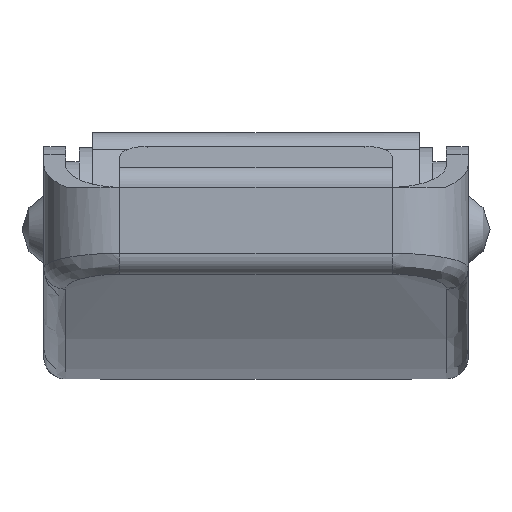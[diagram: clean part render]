
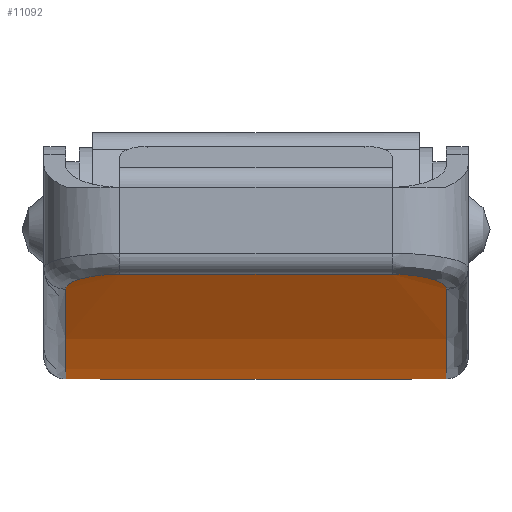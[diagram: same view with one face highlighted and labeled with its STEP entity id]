
A CAD part, top view. The second image highlights one B-rep face of the part: STEP entity #11092.
In plain terms, the highlighted free-form (B-spline) face has degree [1, 2] with [2, 3] control points.
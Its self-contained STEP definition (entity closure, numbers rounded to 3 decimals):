
#9508=CARTESIAN_POINT('',(7.,-5.747,34.702));
#9509=VERTEX_POINT('',#9508);
#9557=CARTESIAN_POINT('',(5.,-5.2,36.718));
#9558=VERTEX_POINT('',#9557);
#9572=CARTESIAN_POINT('',(7.,-5.747,34.702));
#9573=CARTESIAN_POINT('',(7.,-5.713,34.832));
#9574=CARTESIAN_POINT('',(6.988,-5.679,34.961));
#9575=CARTESIAN_POINT('',(6.95,-5.628,35.152));
#9576=CARTESIAN_POINT('',(6.935,-5.612,35.216));
#9577=CARTESIAN_POINT('',(6.898,-5.578,35.341));
#9578=CARTESIAN_POINT('',(6.877,-5.562,35.402));
#9579=CARTESIAN_POINT('',(6.804,-5.514,35.581));
#9580=CARTESIAN_POINT('',(6.744,-5.482,35.697));
#9581=CARTESIAN_POINT('',(6.637,-5.437,35.862));
#9582=CARTESIAN_POINT('',(6.599,-5.423,35.915));
#9583=CARTESIAN_POINT('',(6.517,-5.395,36.017));
#9584=CARTESIAN_POINT('',(6.431,-5.368,36.115));
#9585=CARTESIAN_POINT('',(6.335,-5.343,36.204));
#9586=CARTESIAN_POINT('',(6.234,-5.32,36.289));
#9587=CARTESIAN_POINT('',(6.181,-5.308,36.33));
#9588=CARTESIAN_POINT('',(6.017,-5.277,36.442));
#9589=CARTESIAN_POINT('',(5.902,-5.259,36.506));
#9590=CARTESIAN_POINT('',(5.749,-5.241,36.571));
#9591=CARTESIAN_POINT('',(5.718,-5.237,36.583));
#9592=CARTESIAN_POINT('',(5.655,-5.231,36.607));
#9593=CARTESIAN_POINT('',(5.623,-5.228,36.617));
#9594=CARTESIAN_POINT('',(5.527,-5.219,36.647));
#9595=CARTESIAN_POINT('',(5.463,-5.215,36.664));
#9596=CARTESIAN_POINT('',(5.268,-5.203,36.704));
#9597=CARTESIAN_POINT('',(5.135,-5.2,36.718));
#9598=CARTESIAN_POINT('',(5.,-5.2,36.718));
#9599=B_SPLINE_CURVE_WITH_KNOTS('',3,(#9572,#9573,#9574,#9575,#9576,#9577,#9578,#9579,#9580,#9581,#9582,#9583,#9584,#9585,#9586,#9587,#9588,#9589,#9590,#9591,#9592,#9593,#9594,#9595,#9596,#9597,#9598),.UNSPECIFIED.,.F.,.U.,(4,2,2,2,2,2,1,2,2,2,2,2,2,4),(0.0,0.125,0.188,0.25,0.375,0.438,0.5,0.563,0.625,0.75,0.781,0.813,0.875,1.0),.UNSPECIFIED.);
#9600=EDGE_CURVE('',#9509,#9558,#9599,.T.);
#9621=CARTESIAN_POINT('',(-5.,-5.2,36.718));
#9622=VERTEX_POINT('',#9621);
#9636=CARTESIAN_POINT('',(5.,-5.2,36.718));
#9637=CARTESIAN_POINT('',(-5.,-5.2,36.718));
#9638=QUASI_UNIFORM_CURVE('',1,(#9636,#9637),.UNSPECIFIED.,.F.,.U.);
#9639=EDGE_CURVE('',#9558,#9622,#9638,.T.);
#9669=CARTESIAN_POINT('',(7.,-9.,9.3));
#9670=VERTEX_POINT('',#9669);
#9698=CARTESIAN_POINT('',(7.,-9.,9.3));
#9699=CARTESIAN_POINT('',(7.,-9.,22.209));
#9700=CARTESIAN_POINT('',(7.,-5.747,34.702));
#9708=(BOUNDED_CURVE()B_SPLINE_CURVE(2,(#9698,#9699,#9700),.UNSPECIFIED.,.F.,.U.)CURVE()GEOMETRIC_REPRESENTATION_ITEM()QUASI_UNIFORM_CURVE()RATIONAL_B_SPLINE_CURVE((1.0,0.992,1.0))REPRESENTATION_ITEM(''));
#9709=EDGE_CURVE('',#9670,#9509,#9708,.T.);
#9772=CARTESIAN_POINT('',(-7.,-5.747,34.702));
#9773=VERTEX_POINT('',#9772);
#9787=CARTESIAN_POINT('',(-5.,-5.2,36.718));
#9788=CARTESIAN_POINT('',(-5.068,-5.2,36.718));
#9789=CARTESIAN_POINT('',(-5.135,-5.201,36.714));
#9790=CARTESIAN_POINT('',(-5.269,-5.204,36.7));
#9791=CARTESIAN_POINT('',(-5.335,-5.207,36.69));
#9792=CARTESIAN_POINT('',(-5.533,-5.219,36.649));
#9793=CARTESIAN_POINT('',(-5.659,-5.23,36.61));
#9794=CARTESIAN_POINT('',(-5.842,-5.252,36.531));
#9795=CARTESIAN_POINT('',(-5.902,-5.26,36.502));
#9796=CARTESIAN_POINT('',(-5.989,-5.274,36.454));
#9797=CARTESIAN_POINT('',(-6.018,-5.278,36.437));
#9798=CARTESIAN_POINT('',(-6.075,-5.288,36.402));
#9799=CARTESIAN_POINT('',(-6.102,-5.293,36.384));
#9800=CARTESIAN_POINT('',(-6.238,-5.319,36.29));
#9801=CARTESIAN_POINT('',(-6.338,-5.343,36.206));
#9802=CARTESIAN_POINT('',(-6.452,-5.375,36.088));
#9803=CARTESIAN_POINT('',(-6.474,-5.382,36.064));
#9804=CARTESIAN_POINT('',(-6.518,-5.396,36.015));
#9805=CARTESIAN_POINT('',(-6.539,-5.402,35.989));
#9806=CARTESIAN_POINT('',(-6.601,-5.424,35.912));
#9807=CARTESIAN_POINT('',(-6.639,-5.438,35.859));
#9808=CARTESIAN_POINT('',(-6.745,-5.483,35.696));
#9809=CARTESIAN_POINT('',(-6.804,-5.514,35.581));
#9810=CARTESIAN_POINT('',(-6.877,-5.562,35.4));
#9811=CARTESIAN_POINT('',(-6.899,-5.579,35.338));
#9812=CARTESIAN_POINT('',(-6.936,-5.612,35.213));
#9813=CARTESIAN_POINT('',(-6.951,-5.629,35.15));
#9814=CARTESIAN_POINT('',(-6.988,-5.679,34.961));
#9815=CARTESIAN_POINT('',(-7.,-5.713,34.832));
#9816=CARTESIAN_POINT('',(-7.,-5.747,34.702));
#9817=B_SPLINE_CURVE_WITH_KNOTS('',3,(#9787,#9788,#9789,#9790,#9791,#9792,#9793,#9794,#9795,#9796,#9797,#9798,#9799,#9800,#9801,#9802,#9803,#9804,#9805,#9806,#9807,#9808,#9809,#9810,#9811,#9812,#9813,#9814,#9815,#9816),.UNSPECIFIED.,.F.,.U.,(4,2,2,2,2,2,2,2,2,2,2,2,2,2,4),(0.0,0.063,0.125,0.25,0.313,0.344,0.375,0.5,0.531,0.563,0.625,0.75,0.813,0.875,1.0),.UNSPECIFIED.);
#9818=EDGE_CURVE('',#9622,#9773,#9817,.T.);
#9876=CARTESIAN_POINT('',(-7.,-9.,9.3));
#9877=VERTEX_POINT('',#9876);
#9893=CARTESIAN_POINT('',(-7.,-5.747,34.702));
#9894=CARTESIAN_POINT('',(-7.,-9.,22.209));
#9895=CARTESIAN_POINT('',(-7.,-9.,9.3));
#9903=(BOUNDED_CURVE()B_SPLINE_CURVE(2,(#9893,#9894,#9895),.UNSPECIFIED.,.F.,.U.)CURVE()GEOMETRIC_REPRESENTATION_ITEM()QUASI_UNIFORM_CURVE()RATIONAL_B_SPLINE_CURVE((1.0,0.992,1.0))REPRESENTATION_ITEM(''));
#9904=EDGE_CURVE('',#9773,#9877,#9903,.T.);
#11066=CARTESIAN_POINT('',(7.35,-4.815,38.042));
#11067=CARTESIAN_POINT('',(-7.359,-4.815,38.042));
#11068=CARTESIAN_POINT('',(7.35,-9.202,23.298));
#11069=CARTESIAN_POINT('',(-7.359,-9.202,23.298));
#11070=CARTESIAN_POINT('',(7.35,-8.99,7.916));
#11071=CARTESIAN_POINT('',(-7.359,-8.99,7.916));
#11079=(BOUNDED_SURFACE()B_SPLINE_SURFACE(1,2,((#11066,#11068,#11070),(#11067,#11069,#11071)),.UNSPECIFIED.,.F.,.F.,.U.)B_SPLINE_SURFACE_WITH_KNOTS((2,2),(3,3),(0.0,14.709),(1.655,32.249),.UNSPECIFIED.)GEOMETRIC_REPRESENTATION_ITEM()RATIONAL_B_SPLINE_SURFACE(((0.999,0.985,0.995),(0.999,0.985,0.995)))REPRESENTATION_ITEM('')SURFACE());
#11080=CARTESIAN_POINT('',(7.,-9.,9.3));
#11081=CARTESIAN_POINT('',(-7.,-9.,9.3));
#11082=QUASI_UNIFORM_CURVE('',1,(#11080,#11081),.UNSPECIFIED.,.F.,.U.);
#11083=EDGE_CURVE('',#9670,#9877,#11082,.T.);
#11084=ORIENTED_EDGE('',*,*,#11083,.F.);
#11085=ORIENTED_EDGE('',*,*,#9709,.T.);
#11086=ORIENTED_EDGE('',*,*,#9600,.T.);
#11087=ORIENTED_EDGE('',*,*,#9639,.T.);
#11088=ORIENTED_EDGE('',*,*,#9818,.T.);
#11089=ORIENTED_EDGE('',*,*,#9904,.T.);
#11090=EDGE_LOOP('',(#11084,#11085,#11086,#11087,#11088,#11089));
#11091=FACE_OUTER_BOUND('',#11090,.T.);
#11092=ADVANCED_FACE('',(#11091),#11079,.T.);
